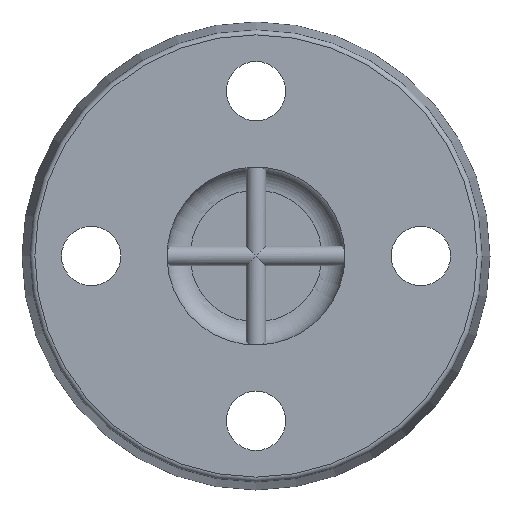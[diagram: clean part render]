
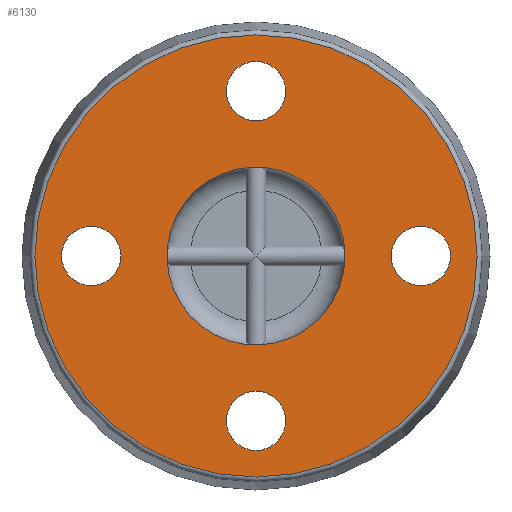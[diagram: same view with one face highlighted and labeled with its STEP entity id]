
A CAD part, left-side view. The second image highlights one B-rep face of the part: STEP entity #6130.
In plain terms, the highlighted planar face has unit normal (-1, 0, 0).
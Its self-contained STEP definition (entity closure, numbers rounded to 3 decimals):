
#55=FACE_BOUND('',#1644,.T.);
#56=FACE_BOUND('',#1645,.T.);
#57=FACE_BOUND('',#1646,.T.);
#58=FACE_BOUND('',#1647,.T.);
#59=FACE_BOUND('',#1648,.T.);
#111=PLANE('',#7219);
#1181=FACE_OUTER_BOUND('',#1643,.T.);
#1643=EDGE_LOOP('',(#5443));
#1644=EDGE_LOOP('',(#5444));
#1645=EDGE_LOOP('',(#5445));
#1646=EDGE_LOOP('',(#5446));
#1647=EDGE_LOOP('',(#5447));
#1648=EDGE_LOOP('',(#5448));
#2349=CIRCLE('',#7217,67.096);
#2350=CIRCLE('',#7220,27.);
#2351=CIRCLE('',#7221,9.);
#2352=CIRCLE('',#7222,9.);
#2353=CIRCLE('',#7223,9.);
#2354=CIRCLE('',#7224,9.);
#2827=VERTEX_POINT('',#11442);
#2828=VERTEX_POINT('',#11446);
#2829=VERTEX_POINT('',#11448);
#2830=VERTEX_POINT('',#11450);
#2831=VERTEX_POINT('',#11452);
#2832=VERTEX_POINT('',#11454);
#3710=EDGE_CURVE('',#2827,#2827,#2349,.T.);
#3711=EDGE_CURVE('',#2828,#2828,#2350,.T.);
#3712=EDGE_CURVE('',#2829,#2829,#2351,.T.);
#3713=EDGE_CURVE('',#2830,#2830,#2352,.T.);
#3714=EDGE_CURVE('',#2831,#2831,#2353,.T.);
#3715=EDGE_CURVE('',#2832,#2832,#2354,.T.);
#5443=ORIENTED_EDGE('',*,*,#3710,.F.);
#5444=ORIENTED_EDGE('',*,*,#3711,.T.);
#5445=ORIENTED_EDGE('',*,*,#3712,.T.);
#5446=ORIENTED_EDGE('',*,*,#3713,.T.);
#5447=ORIENTED_EDGE('',*,*,#3714,.T.);
#5448=ORIENTED_EDGE('',*,*,#3715,.T.);
#6130=ADVANCED_FACE('',(#1181,#55,#56,#57,#58,#59),#111,.T.);
#7217=AXIS2_PLACEMENT_3D('',#11443,#9581,#9582);
#7219=AXIS2_PLACEMENT_3D('',#11445,#9585,#9586);
#7220=AXIS2_PLACEMENT_3D('',#11447,#9587,#9588);
#7221=AXIS2_PLACEMENT_3D('',#11449,#9589,#9590);
#7222=AXIS2_PLACEMENT_3D('',#11451,#9591,#9592);
#7223=AXIS2_PLACEMENT_3D('',#11453,#9593,#9594);
#7224=AXIS2_PLACEMENT_3D('',#11455,#9595,#9596);
#9581=DIRECTION('center_axis',(1.,0.,0.));
#9582=DIRECTION('ref_axis',(0.,1.,0.));
#9585=DIRECTION('center_axis',(-1.,0.,0.));
#9586=DIRECTION('ref_axis',(0.,0.,1.));
#9587=DIRECTION('center_axis',(1.,0.,0.));
#9588=DIRECTION('ref_axis',(0.,0.,1.));
#9589=DIRECTION('center_axis',(1.,0.,0.));
#9590=DIRECTION('ref_axis',(0.,0.,1.));
#9591=DIRECTION('center_axis',(1.,0.,0.));
#9592=DIRECTION('ref_axis',(0.,1.,0.));
#9593=DIRECTION('center_axis',(1.,0.,0.));
#9594=DIRECTION('ref_axis',(0.,0.,-1.));
#9595=DIRECTION('center_axis',(1.,0.,0.));
#9596=DIRECTION('ref_axis',(0.,-1.,0.));
#11442=CARTESIAN_POINT('',(0.,-67.096,0.));
#11443=CARTESIAN_POINT('Origin',(0.,0.,0.));
#11445=CARTESIAN_POINT('Origin',(0.,0.,0.));
#11446=CARTESIAN_POINT('',(0.,-27.,0.));
#11447=CARTESIAN_POINT('Origin',(0.,0.,0.));
#11448=CARTESIAN_POINT('',(0.,50.,9.));
#11449=CARTESIAN_POINT('Origin',(0.,50.,0.));
#11450=CARTESIAN_POINT('',(0.,9.,-50.));
#11451=CARTESIAN_POINT('Origin',(0.,0.,-50.));
#11452=CARTESIAN_POINT('',(0.,-50.,-9.));
#11453=CARTESIAN_POINT('Origin',(0.,-50.,0.));
#11454=CARTESIAN_POINT('',(0.,-9.,50.));
#11455=CARTESIAN_POINT('Origin',(0.,0.,50.));
